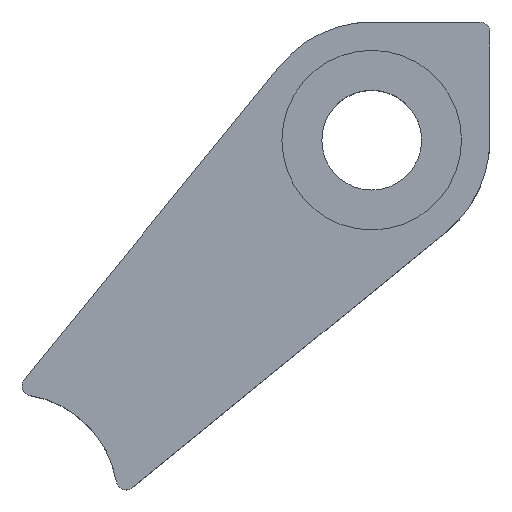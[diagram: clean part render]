
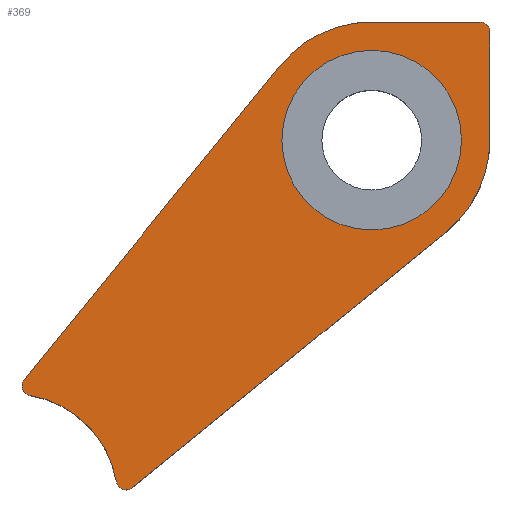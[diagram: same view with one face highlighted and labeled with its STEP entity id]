
A CAD part, top view. The second image highlights one B-rep face of the part: STEP entity #369.
In plain terms, the highlighted planar face has unit normal (0, 0, 1).
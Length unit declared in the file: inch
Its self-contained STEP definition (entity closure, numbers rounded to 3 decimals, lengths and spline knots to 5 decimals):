
#18=FACE_BOUND('',#74,.T.);
#28=PLANE('',#435);
#49=FACE_OUTER_BOUND('',#73,.T.);
#73=EDGE_LOOP('',(#327,#328,#329,#330,#331,#332,#333,#334,#335,#336));
#74=EDGE_LOOP('',(#337));
#77=CIRCLE('',#402,0.74);
#80=CIRCLE('',#406,0.74);
#84=CIRCLE('',#413,0.5625);
#87=CIRCLE('',#418,0.0625);
#92=CIRCLE('',#425,0.66);
#93=CIRCLE('',#427,0.0625);
#94=CIRCLE('',#429,0.0625);
#115=LINE('',#700,#140);
#117=LINE('',#704,#142);
#118=LINE('',#706,#143);
#119=LINE('',#708,#144);
#140=VECTOR('',#536,0.3937);
#142=VECTOR('',#542,0.3937);
#143=VECTOR('',#545,0.3937);
#144=VECTOR('',#548,0.3937);
#159=VERTEX_POINT('',#627);
#160=VERTEX_POINT('',#629);
#165=VERTEX_POINT('',#641);
#166=VERTEX_POINT('',#643);
#170=VERTEX_POINT('',#656);
#173=VERTEX_POINT('',#665);
#174=VERTEX_POINT('',#666);
#181=VERTEX_POINT('',#686);
#182=VERTEX_POINT('',#690);
#183=VERTEX_POINT('',#694);
#184=VERTEX_POINT('',#695);
#196=EDGE_CURVE('',#160,#159,#77,.T.);
#203=EDGE_CURVE('',#166,#165,#80,.T.);
#209=EDGE_CURVE('',#170,#170,#84,.T.);
#213=EDGE_CURVE('',#173,#174,#87,.T.);
#224=EDGE_CURVE('',#181,#174,#92,.T.);
#226=EDGE_CURVE('',#181,#182,#93,.T.);
#228=EDGE_CURVE('',#183,#184,#94,.T.);
#231=EDGE_CURVE('',#183,#166,#115,.T.);
#233=EDGE_CURVE('',#159,#184,#117,.T.);
#234=EDGE_CURVE('',#173,#160,#118,.T.);
#235=EDGE_CURVE('',#165,#182,#119,.T.);
#327=ORIENTED_EDGE('',*,*,#213,.F.);
#328=ORIENTED_EDGE('',*,*,#234,.T.);
#329=ORIENTED_EDGE('',*,*,#196,.T.);
#330=ORIENTED_EDGE('',*,*,#233,.T.);
#331=ORIENTED_EDGE('',*,*,#228,.F.);
#332=ORIENTED_EDGE('',*,*,#231,.T.);
#333=ORIENTED_EDGE('',*,*,#203,.T.);
#334=ORIENTED_EDGE('',*,*,#235,.T.);
#335=ORIENTED_EDGE('',*,*,#226,.F.);
#336=ORIENTED_EDGE('',*,*,#224,.T.);
#337=ORIENTED_EDGE('',*,*,#209,.T.);
#369=ADVANCED_FACE('',(#49,#18),#28,.T.);
#402=AXIS2_PLACEMENT_3D('',#630,#461,#462);
#406=AXIS2_PLACEMENT_3D('',#644,#473,#474);
#413=AXIS2_PLACEMENT_3D('',#657,#489,#490);
#418=AXIS2_PLACEMENT_3D('',#667,#500,#501);
#425=AXIS2_PLACEMENT_3D('',#687,#520,#521);
#427=AXIS2_PLACEMENT_3D('',#691,#525,#526);
#429=AXIS2_PLACEMENT_3D('',#696,#530,#531);
#435=AXIS2_PLACEMENT_3D('',#709,#549,#550);
#461=DIRECTION('center_axis',(0.,0.,1.));
#462=DIRECTION('ref_axis',(0.632,-0.775,0.));
#473=DIRECTION('center_axis',(0.,0.,1.));
#474=DIRECTION('ref_axis',(0.,1.,0.));
#489=DIRECTION('center_axis',(0.,0.,-1.));
#490=DIRECTION('ref_axis',(1.,0.,0.));
#500=DIRECTION('center_axis',(0.,0.,-1.));
#501=DIRECTION('ref_axis',(-0.35,-0.937,0.));
#520=DIRECTION('center_axis',(0.,0.,-1.));
#521=DIRECTION('ref_axis',(-1.,0.,0.));
#525=DIRECTION('center_axis',(0.,0.,-1.));
#526=DIRECTION('ref_axis',(-0.937,-0.35,0.));
#530=DIRECTION('center_axis',(0.,0.,-1.));
#531=DIRECTION('ref_axis',(0.707,0.707,0.));
#536=DIRECTION('',(-1.,0.,0.));
#542=DIRECTION('',(0.,1.,0.));
#545=DIRECTION('',(0.775,0.632,0.));
#548=DIRECTION('',(-0.632,-0.775,0.));
#549=DIRECTION('center_axis',(0.,0.,1.));
#550=DIRECTION('ref_axis',(1.,0.,0.));
#627=CARTESIAN_POINT('',(-0.01,-0.75,0.46875));
#629=CARTESIAN_POINT('',(-0.28258,-1.32369,0.46875));
#630=CARTESIAN_POINT('Origin',(-0.75,-0.75,0.46875));
#641=CARTESIAN_POINT('',(-1.32369,-0.28258,0.46875));
#643=CARTESIAN_POINT('',(-0.75,-0.01,0.46875));
#644=CARTESIAN_POINT('Origin',(-0.75,-0.75,0.46875));
#656=CARTESIAN_POINT('',(-1.3125,-0.75,0.46875));
#657=CARTESIAN_POINT('Origin',(-0.75,-0.75,0.46875));
#665=CARTESIAN_POINT('',(-2.24856,-2.9255,0.46875));
#666=CARTESIAN_POINT('',(-2.34963,-2.88768,0.46875));
#667=CARTESIAN_POINT('Origin',(-2.28804,-2.87705,0.46875));
#686=CARTESIAN_POINT('',(-2.88768,-2.34963,0.46875));
#687=CARTESIAN_POINT('Origin',(-3.,-3.,0.46875));
#690=CARTESIAN_POINT('',(-2.9255,-2.24856,0.46875));
#691=CARTESIAN_POINT('Origin',(-2.87705,-2.28804,0.46875));
#694=CARTESIAN_POINT('',(-0.0725,-0.01,0.46875));
#695=CARTESIAN_POINT('',(-0.01,-0.0725,0.46875));
#696=CARTESIAN_POINT('Origin',(-0.0725,-0.0725,
0.46875));
#700=CARTESIAN_POINT('',(-0.01,-0.01,0.46875));
#704=CARTESIAN_POINT('',(-0.01,-0.75,0.46875));
#706=CARTESIAN_POINT('',(-2.34,-3.,0.46875));
#708=CARTESIAN_POINT('',(-1.32369,-0.28258,0.46875));
#709=CARTESIAN_POINT('Origin',(-1.505,-1.505,0.46875));
